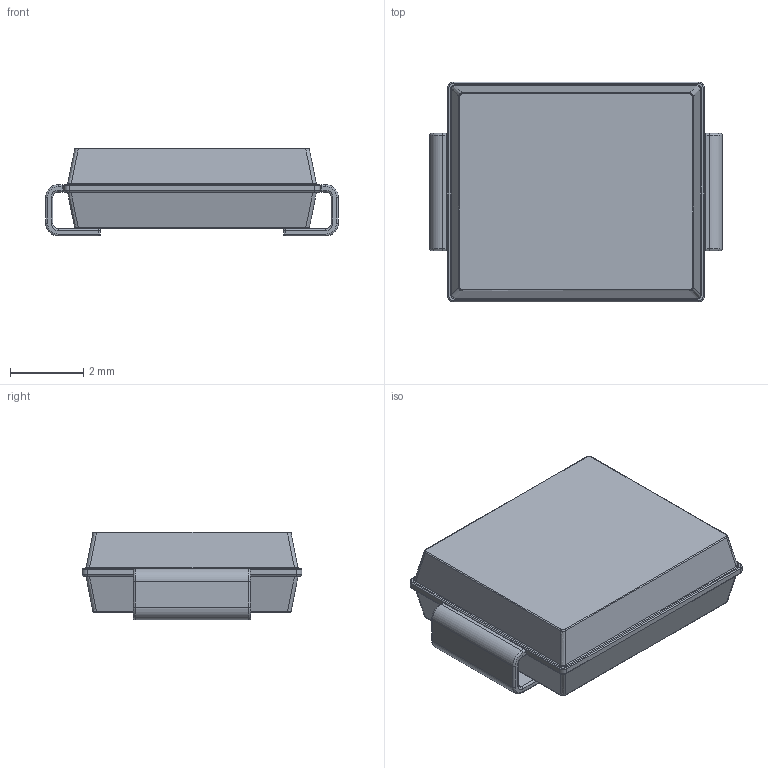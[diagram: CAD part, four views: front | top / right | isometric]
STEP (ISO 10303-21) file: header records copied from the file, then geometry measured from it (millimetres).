
FILE_DESCRIPTION(('FreeCAD Model'),'2;1');
FILE_NAME('Open CASCADE Shape Model','2023-08-04T15:30:16',(''),(''), 'Open CASCADE STEP processor 7.6','FreeCAD','Unknown');
FILE_SCHEMA(('AUTOMOTIVE_DESIGN { 1 0 10303 214 1 1 1 1 }'));
Length unit declared in the file: millimetre
Products named in the file (4): Diode_DO_214; Casing; Terminals; Terminals_Single
Assembly tree (4 placements, depth 3):
  Diode_DO_214
    Casing
    Terminals
      Terminals_Single  x2
Bounding box: 8 x 6 x 2.4 mm (x, y, z)
Volume: 85.9 mm3; surface area: 166.7 mm2
Topology: 3 solids, 3 shells, 176 faces, 392 edges, 208 vertices
Faces by surface type: cylinder 60, bspline 48, plane 28, torus 24, sphere 16
Entity records: 11677 total; most frequent: CARTESIAN_POINT 6623, DIRECTION 834, ORIENTED_EDGE 544, PCURVE 544, DEFINITIONAL_REPRESENTATION 544, LINE 488, VECTOR 488, EDGE_CURVE 272
